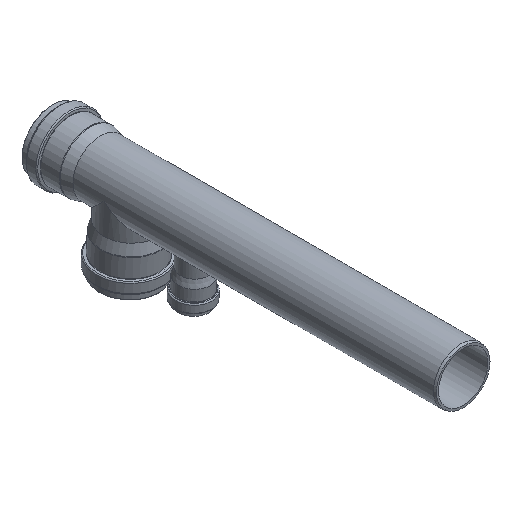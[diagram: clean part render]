
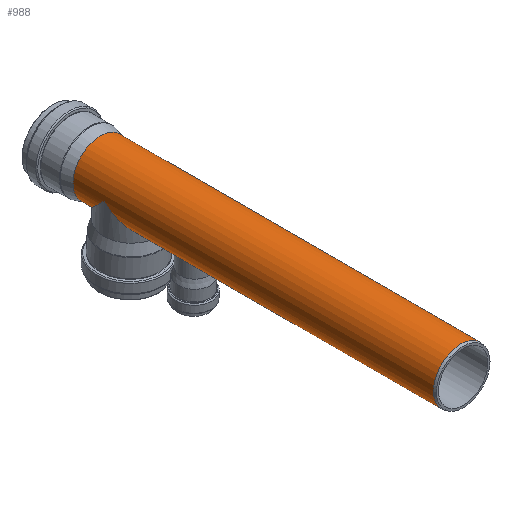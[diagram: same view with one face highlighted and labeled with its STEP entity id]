
A CAD part, isometric view. The second image highlights one B-rep face of the part: STEP entity #988.
In plain terms, the highlighted cylindrical face has radius 55.3 mm (diameter 110.6 mm), a full revolution.
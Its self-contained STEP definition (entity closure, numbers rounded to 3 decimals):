
#17=ELLIPSE('',#1134,79.97,55.3);
#18=ELLIPSE('',#1135,76.554,55.3);
#139=FACE_BOUND('',#379,.T.);
#140=FACE_BOUND('',#380,.T.);
#141=FACE_BOUND('',#381,.T.);
#177=B_SPLINE_CURVE_WITH_KNOTS('',3,(#1571,#1572,#1573,#1574,#1575,#1576,
#1577,#1578,#1579,#1580,#1581,#1582,#1583,#1584,#1585,#1586,#1587,#1588,
#1589,#1590,#1591,#1592,#1593,#1594,#1595,#1596,#1597,#1598,#1599,#1600,
#1601,#1602,#1603,#1604,#1605,#1606,#1607,#1608,#1609,#1610,#1611,#1612,
#1613,#1614,#1615,#1616,#1617,#1618,#1619,#1620,#1621,#1622,#1623,#1624,
#1625,#1626,#1627,#1628,#1629,#1630,#1631,#1632,#1633,#1634,#1635,#1636),
 .UNSPECIFIED.,.T.,.F.,(4,2,2,2,2,2,2,2,2,2,2,2,2,2,2,2,2,2,2,2,2,2,2,2,
2,2,2,2,2,2,2,2,4),(0.,0.566,1.131,1.697,
2.262,2.82,3.378,3.936,4.495,
5.053,5.611,6.169,6.727,7.292,
7.858,8.424,8.989,9.546,10.102,
10.658,11.215,11.771,12.326,12.882,
13.438,13.993,14.549,15.105,15.66,
16.217,16.773,17.33,17.886),
 .UNSPECIFIED.);
#234=FACE_OUTER_BOUND('',#378,.T.);
#378=EDGE_LOOP('',(#835));
#379=EDGE_LOOP('',(#836));
#380=EDGE_LOOP('',(#837));
#381=EDGE_LOOP('',(#838,#839));
#503=CIRCLE('',#1137,55.3);
#504=CIRCLE('',#1138,55.3);
#538=VERTEX_POINT('',#1570);
#594=VERTEX_POINT('',#1866);
#595=VERTEX_POINT('',#1867);
#596=VERTEX_POINT('',#1871);
#597=VERTEX_POINT('',#1873);
#631=EDGE_CURVE('',#538,#538,#177,.T.);
#687=EDGE_CURVE('',#594,#595,#17,.T.);
#688=EDGE_CURVE('',#595,#594,#18,.T.);
#689=EDGE_CURVE('',#596,#596,#503,.T.);
#690=EDGE_CURVE('',#597,#597,#504,.T.);
#835=ORIENTED_EDGE('',*,*,#689,.T.);
#836=ORIENTED_EDGE('',*,*,#631,.T.);
#837=ORIENTED_EDGE('',*,*,#690,.F.);
#838=ORIENTED_EDGE('',*,*,#688,.T.);
#839=ORIENTED_EDGE('',*,*,#687,.T.);
#925=CYLINDRICAL_SURFACE('',#1136,55.3);
#988=ADVANCED_FACE('',(#234,#139,#140,#141),#925,.T.);
#1134=AXIS2_PLACEMENT_3D('',#1868,#1426,#1427);
#1135=AXIS2_PLACEMENT_3D('',#1869,#1428,#1429);
#1136=AXIS2_PLACEMENT_3D('',#1870,#1430,#1431);
#1137=AXIS2_PLACEMENT_3D('',#1872,#1432,#1433);
#1138=AXIS2_PLACEMENT_3D('',#1874,#1434,#1435);
#1426=DIRECTION('center_axis',(0.,0.692,0.722));
#1427=DIRECTION('ref_axis',(0.,-0.722,0.692));
#1428=DIRECTION('center_axis',(0.,-0.722,0.692));
#1429=DIRECTION('ref_axis',(0.,-0.692,-0.722));
#1430=DIRECTION('center_axis',(0.,1.,0.));
#1431=DIRECTION('ref_axis',(1.,0.,0.));
#1432=DIRECTION('center_axis',(0.,1.,0.));
#1433=DIRECTION('ref_axis',(1.,0.,0.));
#1434=DIRECTION('center_axis',(0.,1.,0.));
#1435=DIRECTION('ref_axis',(1.,0.,0.));
#1570=CARTESIAN_POINT('',(29.,-190.944,-47.086));
#1571=CARTESIAN_POINT('Ctrl Pts',(29.,-190.944,-47.086));
#1572=CARTESIAN_POINT('Ctrl Pts',(29.,-189.059,-47.086));
#1573=CARTESIAN_POINT('Ctrl Pts',(28.814,-187.126,-47.202));
#1574=CARTESIAN_POINT('Ctrl Pts',(28.052,-183.308,-47.659));
#1575=CARTESIAN_POINT('Ctrl Pts',(27.477,-181.422,-47.998));
#1576=CARTESIAN_POINT('Ctrl Pts',(25.978,-177.822,-48.826));
#1577=CARTESIAN_POINT('Ctrl Pts',(25.052,-176.104,-49.314));
#1578=CARTESIAN_POINT('Ctrl Pts',(22.928,-172.928,-50.337));
#1579=CARTESIAN_POINT('Ctrl Pts',(21.729,-171.471,-50.871));
#1580=CARTESIAN_POINT('Ctrl Pts',(19.195,-168.904,-51.879));
#1581=CARTESIAN_POINT('Ctrl Pts',(17.771,-167.697,-52.392));
#1582=CARTESIAN_POINT('Ctrl Pts',(14.655,-165.552,-53.348));
#1583=CARTESIAN_POINT('Ctrl Pts',(12.963,-164.614,-53.79));
#1584=CARTESIAN_POINT('Ctrl Pts',(9.41,-163.095,-54.524));
#1585=CARTESIAN_POINT('Ctrl Pts',(7.546,-162.513,-54.816));
#1586=CARTESIAN_POINT('Ctrl Pts',(3.771,-161.744,-55.204));
#1587=CARTESIAN_POINT('Ctrl Pts',(1.86,-161.558,-55.3));
#1588=CARTESIAN_POINT('Ctrl Pts',(-1.86,-161.558,-55.3));
#1589=CARTESIAN_POINT('Ctrl Pts',(-3.771,-161.744,-55.204));
#1590=CARTESIAN_POINT('Ctrl Pts',(-7.546,-162.513,-54.816));
#1591=CARTESIAN_POINT('Ctrl Pts',(-9.41,-163.095,-54.524));
#1592=CARTESIAN_POINT('Ctrl Pts',(-12.963,-164.614,-53.79));
#1593=CARTESIAN_POINT('Ctrl Pts',(-14.655,-165.552,-53.348));
#1594=CARTESIAN_POINT('Ctrl Pts',(-17.771,-167.697,-52.392));
#1595=CARTESIAN_POINT('Ctrl Pts',(-19.195,-168.904,-51.879));
#1596=CARTESIAN_POINT('Ctrl Pts',(-21.729,-171.471,-50.871));
#1597=CARTESIAN_POINT('Ctrl Pts',(-22.928,-172.928,-50.337));
#1598=CARTESIAN_POINT('Ctrl Pts',(-25.052,-176.104,-49.314));
#1599=CARTESIAN_POINT('Ctrl Pts',(-25.978,-177.822,-48.826));
#1600=CARTESIAN_POINT('Ctrl Pts',(-27.477,-181.422,-47.998));
#1601=CARTESIAN_POINT('Ctrl Pts',(-28.052,-183.308,-47.659));
#1602=CARTESIAN_POINT('Ctrl Pts',(-28.814,-187.126,-47.202));
#1603=CARTESIAN_POINT('Ctrl Pts',(-29.,-189.059,-47.086));
#1604=CARTESIAN_POINT('Ctrl Pts',(-29.,-192.799,-47.086));
#1605=CARTESIAN_POINT('Ctrl Pts',(-28.82,-194.702,-47.199));
#1606=CARTESIAN_POINT('Ctrl Pts',(-28.071,-198.458,-47.648));
#1607=CARTESIAN_POINT('Ctrl Pts',(-27.503,-200.311,-47.983));
#1608=CARTESIAN_POINT('Ctrl Pts',(-26.015,-203.841,-48.806));
#1609=CARTESIAN_POINT('Ctrl Pts',(-25.094,-205.521,-49.293));
#1610=CARTESIAN_POINT('Ctrl Pts',(-22.975,-208.617,-50.315));
#1611=CARTESIAN_POINT('Ctrl Pts',(-21.778,-210.032,-50.85));
#1612=CARTESIAN_POINT('Ctrl Pts',(-19.236,-212.532,-51.865));
#1613=CARTESIAN_POINT('Ctrl Pts',(-17.8,-213.708,-52.383));
#1614=CARTESIAN_POINT('Ctrl Pts',(-14.663,-215.786,-53.346));
#1615=CARTESIAN_POINT('Ctrl Pts',(-12.962,-216.69,-53.79));
#1616=CARTESIAN_POINT('Ctrl Pts',(-9.398,-218.148,-54.526));
#1617=CARTESIAN_POINT('Ctrl Pts',(-7.531,-218.704,-54.818));
#1618=CARTESIAN_POINT('Ctrl Pts',(-3.758,-219.437,-55.205));
#1619=CARTESIAN_POINT('Ctrl Pts',(-1.852,-219.613,-55.3));
#1620=CARTESIAN_POINT('Ctrl Pts',(1.852,-219.613,-55.3));
#1621=CARTESIAN_POINT('Ctrl Pts',(3.758,-219.437,-55.205));
#1622=CARTESIAN_POINT('Ctrl Pts',(7.531,-218.704,-54.818));
#1623=CARTESIAN_POINT('Ctrl Pts',(9.398,-218.148,-54.526));
#1624=CARTESIAN_POINT('Ctrl Pts',(12.962,-216.69,-53.79));
#1625=CARTESIAN_POINT('Ctrl Pts',(14.663,-215.786,-53.346));
#1626=CARTESIAN_POINT('Ctrl Pts',(17.8,-213.708,-52.383));
#1627=CARTESIAN_POINT('Ctrl Pts',(19.236,-212.532,-51.865));
#1628=CARTESIAN_POINT('Ctrl Pts',(21.778,-210.032,-50.85));
#1629=CARTESIAN_POINT('Ctrl Pts',(22.975,-208.617,-50.315));
#1630=CARTESIAN_POINT('Ctrl Pts',(25.094,-205.521,-49.293));
#1631=CARTESIAN_POINT('Ctrl Pts',(26.015,-203.841,-48.806));
#1632=CARTESIAN_POINT('Ctrl Pts',(27.503,-200.311,-47.983));
#1633=CARTESIAN_POINT('Ctrl Pts',(28.071,-198.458,-47.648));
#1634=CARTESIAN_POINT('Ctrl Pts',(28.82,-194.702,-47.199));
#1635=CARTESIAN_POINT('Ctrl Pts',(29.,-192.799,-47.086));
#1636=CARTESIAN_POINT('Ctrl Pts',(29.,-190.944,-47.086));
#1866=CARTESIAN_POINT('',(55.3,-63.,0.));
#1867=CARTESIAN_POINT('',(-55.3,-63.,0.));
#1868=CARTESIAN_POINT('Origin',(0.,-63.,0.));
#1869=CARTESIAN_POINT('Origin',(0.,-63.,0.));
#1870=CARTESIAN_POINT('Origin',(0.,-364.,0.));
#1871=CARTESIAN_POINT('',(55.3,-728.,0.));
#1872=CARTESIAN_POINT('Origin',(0.,-728.,0.));
#1873=CARTESIAN_POINT('',(55.3,0.,0.));
#1874=CARTESIAN_POINT('Origin',(0.,0.,0.));
